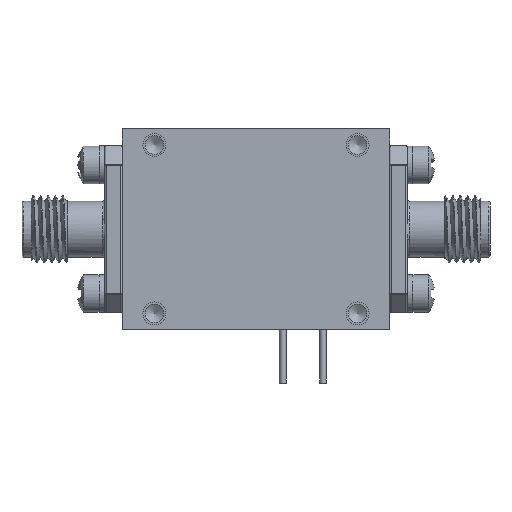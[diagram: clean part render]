
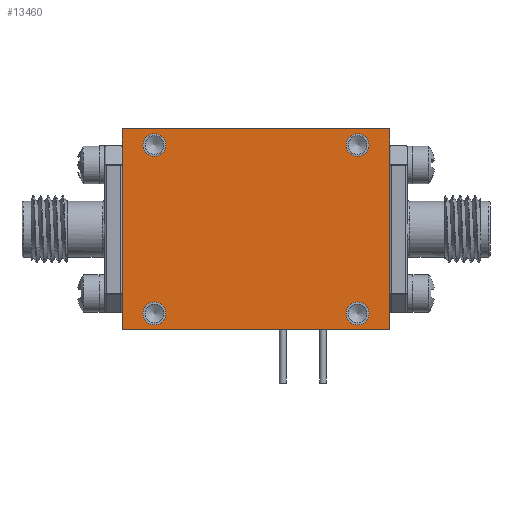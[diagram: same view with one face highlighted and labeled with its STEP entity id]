
A CAD part, front view. The second image highlights one B-rep face of the part: STEP entity #13460.
In plain terms, the highlighted planar face has unit normal (0, -1, 0).
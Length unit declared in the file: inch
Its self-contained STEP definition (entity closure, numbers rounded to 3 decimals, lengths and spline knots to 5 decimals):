
#466 = CARTESIAN_POINT ( 'NONE',  ( -0.5, -0.25, 0.375 ) ) ;
#695 = DIRECTION ( 'NONE',  ( 0., -1., 0. ) ) ;
#768 = EDGE_LOOP ( 'NONE', ( #13311 ) ) ;
#2603 = DIRECTION ( 'NONE',  ( 0., -1., 0. ) ) ;
#2800 = VERTEX_POINT ( 'NONE', #18389 ) ;
#3392 = VERTEX_POINT ( 'NONE', #41596 ) ;
#3736 = VERTEX_POINT ( 'NONE', #15302 ) ;
#3796 = ORIENTED_EDGE ( 'NONE', *, *, #24001, .F. ) ;
#3947 = CIRCLE ( 'NONE', #25328, 0.043 ) ;
#5327 = VERTEX_POINT ( 'NONE', #29628 ) ;
#5785 = CARTESIAN_POINT ( 'NONE',  ( -0.5, -0.25, -0.375 ) ) ;
#6940 = VERTEX_POINT ( 'NONE', #13673 ) ;
#7088 = FACE_BOUND ( 'NONE', #31349, .T. ) ;
#7832 = LINE ( 'NONE', #18538, #18125 ) ;
#7876 = DIRECTION ( 'NONE',  ( 1., 0., 0. ) ) ;
#9525 = VECTOR ( 'NONE', #12783, 39.37008 ) ;
#9616 = AXIS2_PLACEMENT_3D ( 'NONE', #27631, #24291, #20531 ) ;
#9654 = EDGE_CURVE ( 'NONE', #33689, #33689, #10797, .T. ) ;
#9804 = PLANE ( 'NONE',  #30974 ) ;
#10797 = CIRCLE ( 'NONE', #37118, 0.043 ) ;
#12336 = ORIENTED_EDGE ( 'NONE', *, *, #41655, .F. ) ;
#12516 = DIRECTION ( 'NONE',  ( -1., 0., 0. ) ) ;
#12783 = DIRECTION ( 'NONE',  ( 0., 0., -1. ) ) ;
#13311 = ORIENTED_EDGE ( 'NONE', *, *, #9654, .F. ) ;
#13399 = CARTESIAN_POINT ( 'NONE',  ( -0.38, -0.25, -0.358 ) ) ;
#13460 = ADVANCED_FACE ( 'NONE', ( #37396, #7088, #14069, #20715, #26727 ), #9804, .F. ) ;
#13673 = CARTESIAN_POINT ( 'NONE',  ( -0.38, -0.25, 0.272 ) ) ;
#14069 = FACE_BOUND ( 'NONE', #20592, .T. ) ;
#14565 = EDGE_CURVE ( 'NONE', #6940, #6940, #21167, .T. ) ;
#14993 = ORIENTED_EDGE ( 'NONE', *, *, #41517, .F. ) ;
#15302 = CARTESIAN_POINT ( 'NONE',  ( 0.5, -0.25, 0.375 ) ) ;
#15877 = LINE ( 'NONE', #5785, #41603 ) ;
#16149 = CARTESIAN_POINT ( 'NONE',  ( 0.5, -0.25, -0.375 ) ) ;
#16770 = ORIENTED_EDGE ( 'NONE', *, *, #27413, .F. ) ;
#17631 = ORIENTED_EDGE ( 'NONE', *, *, #14565, .F. ) ;
#17689 = CARTESIAN_POINT ( 'NONE',  ( -0.38, -0.25, 0.315 ) ) ;
#18125 = VECTOR ( 'NONE', #21914, 39.37008 ) ;
#18389 = CARTESIAN_POINT ( 'NONE',  ( -0.5, -0.25, -0.375 ) ) ;
#18538 = CARTESIAN_POINT ( 'NONE',  ( -0.5, -0.25, -0.375 ) ) ;
#18584 = CARTESIAN_POINT ( 'NONE',  ( -0.5, -0.25, 0.375 ) ) ;
#18700 = ORIENTED_EDGE ( 'NONE', *, *, #37442, .F. ) ;
#20356 = CARTESIAN_POINT ( 'NONE',  ( 0.38, -0.25, -0.358 ) ) ;
#20504 = CARTESIAN_POINT ( 'NONE',  ( 0., -0.25, 0. ) ) ;
#20531 = DIRECTION ( 'NONE',  ( 0., 0., -1. ) ) ;
#20592 = EDGE_LOOP ( 'NONE', ( #17631 ) ) ;
#20715 = FACE_BOUND ( 'NONE', #41913, .T. ) ;
#21167 = CIRCLE ( 'NONE', #32504, 0.043 ) ;
#21914 = DIRECTION ( 'NONE',  ( 0., 0., 1. ) ) ;
#23404 = DIRECTION ( 'NONE',  ( 0., 1., 0. ) ) ;
#24001 = EDGE_CURVE ( 'NONE', #3736, #3392, #33019, .T. ) ;
#24291 = DIRECTION ( 'NONE',  ( 0., -1., 0. ) ) ;
#24405 = VECTOR ( 'NONE', #7876, 39.37008 ) ;
#24972 = DIRECTION ( 'NONE',  ( 0., 0., -1. ) ) ;
#25328 = AXIS2_PLACEMENT_3D ( 'NONE', #30255, #2603, #43861 ) ;
#26727 = FACE_OUTER_BOUND ( 'NONE', #35227, .T. ) ;
#27413 = EDGE_CURVE ( 'NONE', #5327, #5327, #3947, .T. ) ;
#27631 = CARTESIAN_POINT ( 'NONE',  ( -0.38, -0.25, -0.315 ) ) ;
#28814 = CIRCLE ( 'NONE', #9616, 0.043 ) ;
#29628 = CARTESIAN_POINT ( 'NONE',  ( 0.38, -0.25, 0.272 ) ) ;
#30255 = CARTESIAN_POINT ( 'NONE',  ( 0.38, -0.25, 0.315 ) ) ;
#30500 = DIRECTION ( 'NONE',  ( 0., 0., 1. ) ) ;
#30813 = DIRECTION ( 'NONE',  ( 0., 0., -1. ) ) ;
#30974 = AXIS2_PLACEMENT_3D ( 'NONE', #20504, #23404, #30500 ) ;
#31349 = EDGE_LOOP ( 'NONE', ( #16770 ) ) ;
#32504 = AXIS2_PLACEMENT_3D ( 'NONE', #17689, #695, #30813 ) ;
#33019 = LINE ( 'NONE', #16149, #9525 ) ;
#33689 = VERTEX_POINT ( 'NONE', #20356 ) ;
#35227 = EDGE_LOOP ( 'NONE', ( #38992, #14993, #3796, #18700 ) ) ;
#37118 = AXIS2_PLACEMENT_3D ( 'NONE', #42118, #38308, #24972 ) ;
#37396 = FACE_BOUND ( 'NONE', #768, .T. ) ;
#37442 = EDGE_CURVE ( 'NONE', #39416, #3736, #39246, .T. ) ;
#38308 = DIRECTION ( 'NONE',  ( 0., -1., 0. ) ) ;
#38992 = ORIENTED_EDGE ( 'NONE', *, *, #39426, .F. ) ;
#39246 = LINE ( 'NONE', #18584, #24405 ) ;
#39416 = VERTEX_POINT ( 'NONE', #466 ) ;
#39426 = EDGE_CURVE ( 'NONE', #2800, #39416, #7832, .T. ) ;
#39852 = VERTEX_POINT ( 'NONE', #13399 ) ;
#41517 = EDGE_CURVE ( 'NONE', #3392, #2800, #15877, .T. ) ;
#41596 = CARTESIAN_POINT ( 'NONE',  ( 0.5, -0.25, -0.375 ) ) ;
#41603 = VECTOR ( 'NONE', #12516, 39.37008 ) ;
#41655 = EDGE_CURVE ( 'NONE', #39852, #39852, #28814, .T. ) ;
#41913 = EDGE_LOOP ( 'NONE', ( #12336 ) ) ;
#42118 = CARTESIAN_POINT ( 'NONE',  ( 0.38, -0.25, -0.315 ) ) ;
#43861 = DIRECTION ( 'NONE',  ( 0., 0., -1. ) ) ;
